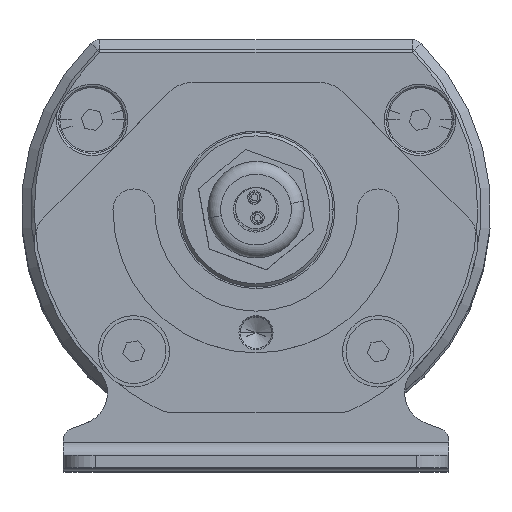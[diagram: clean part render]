
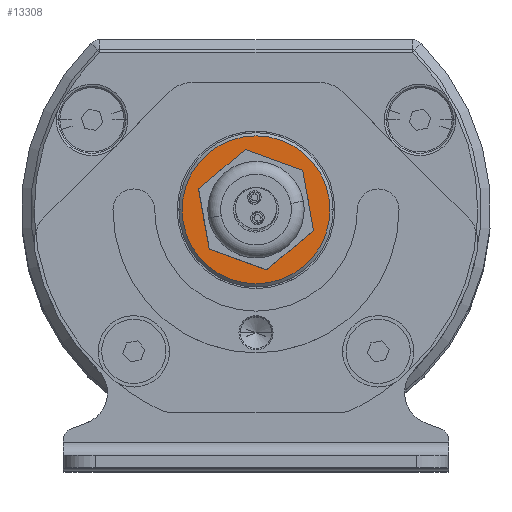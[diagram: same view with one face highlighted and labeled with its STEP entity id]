
A CAD part, top view. The second image highlights one B-rep face of the part: STEP entity #13308.
In plain terms, the highlighted planar face has unit normal (0, 0, 1).
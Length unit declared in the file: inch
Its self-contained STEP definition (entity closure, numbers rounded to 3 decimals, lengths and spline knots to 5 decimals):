
#981 = CARTESIAN_POINT ( 'NONE',  ( 0., -0.98228, 0.1378 ) ) ;
#1302 = EDGE_CURVE ( 'NONE', #8428, #12079, #18701, .T. ) ;
#2243 = FACE_BOUND ( 'NONE', #4714, .T. ) ;
#2358 = AXIS2_PLACEMENT_3D ( 'NONE', #13676, #2571, #5727 ) ;
#2571 = DIRECTION ( 'NONE',  ( 0., 0., -1. ) ) ;
#3993 = DIRECTION ( 'NONE',  ( -1., 0., 0. ) ) ;
#4706 = CIRCLE ( 'NONE', #16365, 0.31496 ) ;
#4714 = EDGE_LOOP ( 'NONE', ( #8549, #8481 ) ) ;
#4793 = EDGE_CURVE ( 'NONE', #12079, #8428, #4706, .T. ) ;
#4961 = AXIS2_PLACEMENT_3D ( 'NONE', #20261, #7339, #3993 ) ;
#5010 = CARTESIAN_POINT ( 'NONE',  ( 0.45276, -0.98228, 0.1378 ) ) ;
#5149 = CARTESIAN_POINT ( 'NONE',  ( 0., -0.98228, 0.1378 ) ) ;
#5227 = ORIENTED_EDGE ( 'NONE', *, *, #18748, .F. ) ;
#5542 = DIRECTION ( 'NONE',  ( 1., 0., 0. ) ) ;
#5701 = AXIS2_PLACEMENT_3D ( 'NONE', #981, #7260, #12186 ) ;
#5727 = DIRECTION ( 'NONE',  ( 1., 0., 0. ) ) ;
#5802 = PLANE ( 'NONE',  #5701 ) ;
#6913 = DIRECTION ( 'NONE',  ( 0., 0., -1. ) ) ;
#6927 = VERTEX_POINT ( 'NONE', #10684 ) ;
#7260 = DIRECTION ( 'NONE',  ( 0., 0., 1. ) ) ;
#7339 = DIRECTION ( 'NONE',  ( 0., 0., -1. ) ) ;
#7597 = CIRCLE ( 'NONE', #17291, 0.45276 ) ;
#7627 = EDGE_LOOP ( 'NONE', ( #5227, #14176 ) ) ;
#8428 = VERTEX_POINT ( 'NONE', #20456 ) ;
#8481 = ORIENTED_EDGE ( 'NONE', *, *, #4793, .T. ) ;
#8549 = ORIENTED_EDGE ( 'NONE', *, *, #1302, .T. ) ;
#10684 = CARTESIAN_POINT ( 'NONE',  ( -0.45276, -0.98228, 0.1378 ) ) ;
#10827 = EDGE_CURVE ( 'NONE', #16923, #6927, #7597, .T. ) ;
#12046 = DIRECTION ( 'NONE',  ( 0., 0., -1. ) ) ;
#12079 = VERTEX_POINT ( 'NONE', #17050 ) ;
#12186 = DIRECTION ( 'NONE',  ( 1., 0., 0. ) ) ;
#13308 = ADVANCED_FACE ( 'NONE', ( #2243, #15131 ), #5802, .T. ) ;
#13676 = CARTESIAN_POINT ( 'NONE',  ( 0., -0.98228, 0.1378 ) ) ;
#14176 = ORIENTED_EDGE ( 'NONE', *, *, #10827, .F. ) ;
#14570 = DIRECTION ( 'NONE',  ( -1., 0., 0. ) ) ;
#15131 = FACE_OUTER_BOUND ( 'NONE', #7627, .T. ) ;
#15655 = CIRCLE ( 'NONE', #4961, 0.45276 ) ;
#16365 = AXIS2_PLACEMENT_3D ( 'NONE', #19940, #12046, #5542 ) ;
#16923 = VERTEX_POINT ( 'NONE', #5010 ) ;
#17050 = CARTESIAN_POINT ( 'NONE',  ( -0.31496, -0.98228, 0.1378 ) ) ;
#17291 = AXIS2_PLACEMENT_3D ( 'NONE', #5149, #6913, #14570 ) ;
#18701 = CIRCLE ( 'NONE', #2358, 0.31496 ) ;
#18748 = EDGE_CURVE ( 'NONE', #6927, #16923, #15655, .T. ) ;
#19940 = CARTESIAN_POINT ( 'NONE',  ( 0., -0.98228, 0.1378 ) ) ;
#20261 = CARTESIAN_POINT ( 'NONE',  ( 0., -0.98228, 0.1378 ) ) ;
#20456 = CARTESIAN_POINT ( 'NONE',  ( 0.31496, -0.98228, 0.1378 ) ) ;
